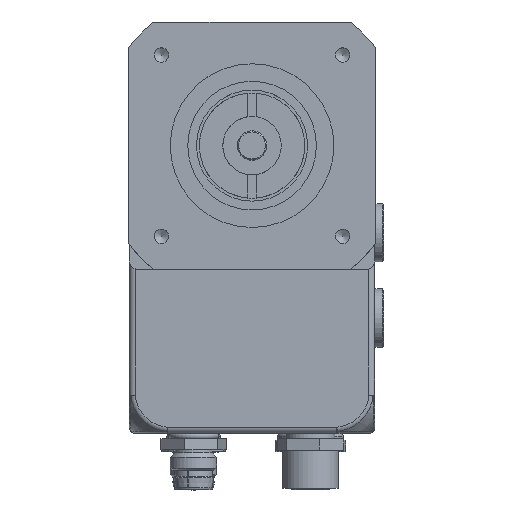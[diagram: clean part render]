
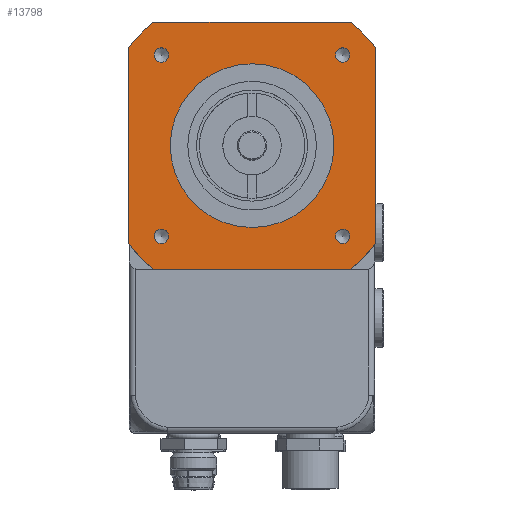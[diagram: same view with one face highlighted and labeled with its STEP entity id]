
A CAD part, top view. The second image highlights one B-rep face of the part: STEP entity #13798.
In plain terms, the highlighted planar face has unit normal (0, 0, 1).
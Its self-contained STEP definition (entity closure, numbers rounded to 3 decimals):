
#368=FACE_BOUND('',#2146,.T.);
#369=FACE_BOUND('',#2147,.T.);
#370=FACE_BOUND('',#2148,.T.);
#371=FACE_BOUND('',#2149,.T.);
#372=FACE_BOUND('',#2150,.T.);
#844=PLANE('',#14750);
#1262=FACE_OUTER_BOUND('',#2145,.T.);
#2145=EDGE_LOOP('',(#9117,#9118,#9119,#9120,#9121,#9122,#9123,#9124));
#2146=EDGE_LOOP('',(#9125));
#2147=EDGE_LOOP('',(#9126));
#2148=EDGE_LOOP('',(#9127));
#2149=EDGE_LOOP('',(#9128));
#2150=EDGE_LOOP('',(#9129));
#3281=CIRCLE('',#14694,14.);
#3296=CIRCLE('',#14725,1.23);
#3298=CIRCLE('',#14729,1.23);
#3300=CIRCLE('',#14733,1.23);
#3302=CIRCLE('',#14737,1.23);
#3303=CIRCLE('',#14739,27.);
#3304=CIRCLE('',#14742,27.);
#3306=CIRCLE('',#14745,27.);
#3307=CIRCLE('',#14747,27.);
#4062=LINE('',#20750,#4903);
#4067=LINE('',#20760,#4908);
#4077=LINE('',#20811,#4918);
#4079=LINE('',#20822,#4920);
#4903=VECTOR('',#16553,10.);
#4908=VECTOR('',#16560,10.);
#4918=VECTOR('',#16620,10.);
#4920=VECTOR('',#16638,10.);
#5740=VERTEX_POINT('',#20693);
#5760=VERTEX_POINT('',#20747);
#5761=VERTEX_POINT('',#20749);
#5764=VERTEX_POINT('',#20757);
#5765=VERTEX_POINT('',#20759);
#5771=VERTEX_POINT('',#20780);
#5773=VERTEX_POINT('',#20786);
#5775=VERTEX_POINT('',#20792);
#5777=VERTEX_POINT('',#20798);
#5778=VERTEX_POINT('',#20801);
#5779=VERTEX_POINT('',#20802);
#5781=VERTEX_POINT('',#20809);
#5782=VERTEX_POINT('',#20818);
#7071=EDGE_CURVE('',#5740,#5740,#3281,.T.);
#7096=EDGE_CURVE('',#5760,#5761,#4062,.T.);
#7101=EDGE_CURVE('',#5764,#5765,#4067,.T.);
#7111=EDGE_CURVE('',#5771,#5771,#3296,.T.);
#7113=EDGE_CURVE('',#5773,#5773,#3298,.T.);
#7115=EDGE_CURVE('',#5775,#5775,#3300,.T.);
#7117=EDGE_CURVE('',#5777,#5777,#3302,.T.);
#7118=EDGE_CURVE('',#5778,#5779,#3303,.T.);
#7123=EDGE_CURVE('',#5781,#5778,#4077,.T.);
#7124=EDGE_CURVE('',#5761,#5781,#3304,.T.);
#7126=EDGE_CURVE('',#5765,#5760,#3306,.T.);
#7127=EDGE_CURVE('',#5782,#5764,#3307,.T.);
#7129=EDGE_CURVE('',#5779,#5782,#4079,.T.);
#9117=ORIENTED_EDGE('',*,*,#7129,.F.);
#9118=ORIENTED_EDGE('',*,*,#7118,.F.);
#9119=ORIENTED_EDGE('',*,*,#7123,.F.);
#9120=ORIENTED_EDGE('',*,*,#7124,.F.);
#9121=ORIENTED_EDGE('',*,*,#7096,.F.);
#9122=ORIENTED_EDGE('',*,*,#7126,.F.);
#9123=ORIENTED_EDGE('',*,*,#7101,.F.);
#9124=ORIENTED_EDGE('',*,*,#7127,.F.);
#9125=ORIENTED_EDGE('',*,*,#7071,.T.);
#9126=ORIENTED_EDGE('',*,*,#7111,.T.);
#9127=ORIENTED_EDGE('',*,*,#7113,.T.);
#9128=ORIENTED_EDGE('',*,*,#7115,.T.);
#9129=ORIENTED_EDGE('',*,*,#7117,.T.);
#13798=ADVANCED_FACE('',(#1262,#368,#369,#370,#371,#372),#844,.T.);
#14694=AXIS2_PLACEMENT_3D('',#20694,#16497,#16498);
#14725=AXIS2_PLACEMENT_3D('',#20781,#16584,#16585);
#14729=AXIS2_PLACEMENT_3D('',#20787,#16592,#16593);
#14733=AXIS2_PLACEMENT_3D('',#20793,#16600,#16601);
#14737=AXIS2_PLACEMENT_3D('',#20799,#16608,#16609);
#14739=AXIS2_PLACEMENT_3D('',#20803,#16612,#16613);
#14742=AXIS2_PLACEMENT_3D('',#20813,#16623,#16624);
#14745=AXIS2_PLACEMENT_3D('',#20816,#16629,#16630);
#14747=AXIS2_PLACEMENT_3D('',#20819,#16633,#16634);
#14750=AXIS2_PLACEMENT_3D('',#20824,#16641,#16642);
#16497=DIRECTION('center_axis',(0.,0.,-1.));
#16498=DIRECTION('ref_axis',(0.,1.,0.));
#16553=DIRECTION('',(-1.,0.,0.));
#16560=DIRECTION('',(0.,-1.,0.));
#16584=DIRECTION('center_axis',(0.,0.,-1.));
#16585=DIRECTION('ref_axis',(0.,-1.,0.));
#16592=DIRECTION('center_axis',(0.,0.,-1.));
#16593=DIRECTION('ref_axis',(0.,-1.,0.));
#16600=DIRECTION('center_axis',(0.,0.,-1.));
#16601=DIRECTION('ref_axis',(0.,-1.,0.));
#16608=DIRECTION('center_axis',(0.,0.,-1.));
#16609=DIRECTION('ref_axis',(0.,-1.,0.));
#16612=DIRECTION('center_axis',(0.,0.,-1.));
#16613=DIRECTION('ref_axis',(-0.783,0.622,0.));
#16620=DIRECTION('',(0.,1.,0.));
#16623=DIRECTION('center_axis',(0.,0.,-1.));
#16624=DIRECTION('ref_axis',(-0.622,-0.783,0.));
#16629=DIRECTION('center_axis',(0.,0.,-1.));
#16630=DIRECTION('ref_axis',(0.783,-0.622,0.));
#16633=DIRECTION('center_axis',(0.,0.,-1.));
#16634=DIRECTION('ref_axis',(0.622,0.783,0.));
#16638=DIRECTION('',(1.,0.,0.));
#16641=DIRECTION('center_axis',(0.,0.,1.));
#16642=DIRECTION('ref_axis',(-1.,0.,0.));
#20693=CARTESIAN_POINT('',(0.,-14.,49.5));
#20694=CARTESIAN_POINT('Origin',(0.,0.,49.5));
#20747=CARTESIAN_POINT('',(16.783,-21.15,49.5));
#20749=CARTESIAN_POINT('',(-16.783,-21.15,49.5));
#20750=CARTESIAN_POINT('',(16.783,-21.15,49.5));
#20757=CARTESIAN_POINT('',(21.15,16.783,49.5));
#20759=CARTESIAN_POINT('',(21.15,-16.783,49.5));
#20760=CARTESIAN_POINT('',(21.15,16.783,49.5));
#20780=CARTESIAN_POINT('',(-15.5,-16.73,49.5));
#20781=CARTESIAN_POINT('Origin',(-15.5,-15.5,49.5));
#20786=CARTESIAN_POINT('',(15.5,14.271,49.5));
#20787=CARTESIAN_POINT('Origin',(15.5,15.5,49.5));
#20792=CARTESIAN_POINT('',(-15.5,14.271,49.5));
#20793=CARTESIAN_POINT('Origin',(-15.5,15.5,49.5));
#20798=CARTESIAN_POINT('',(15.5,-16.73,49.5));
#20799=CARTESIAN_POINT('Origin',(15.5,-15.5,49.5));
#20801=CARTESIAN_POINT('',(-21.15,16.783,49.5));
#20802=CARTESIAN_POINT('',(-16.783,21.15,49.5));
#20803=CARTESIAN_POINT('Origin',(0.,0.,49.5));
#20809=CARTESIAN_POINT('',(-21.15,-16.783,49.5));
#20811=CARTESIAN_POINT('',(-21.15,-16.783,49.5));
#20813=CARTESIAN_POINT('Origin',(0.,0.,49.5));
#20816=CARTESIAN_POINT('Origin',(0.,0.,49.5));
#20818=CARTESIAN_POINT('',(16.783,21.15,49.5));
#20819=CARTESIAN_POINT('Origin',(0.,0.,49.5));
#20822=CARTESIAN_POINT('',(-16.783,21.15,49.5));
#20824=CARTESIAN_POINT('Origin',(10.035,10.035,49.5));
